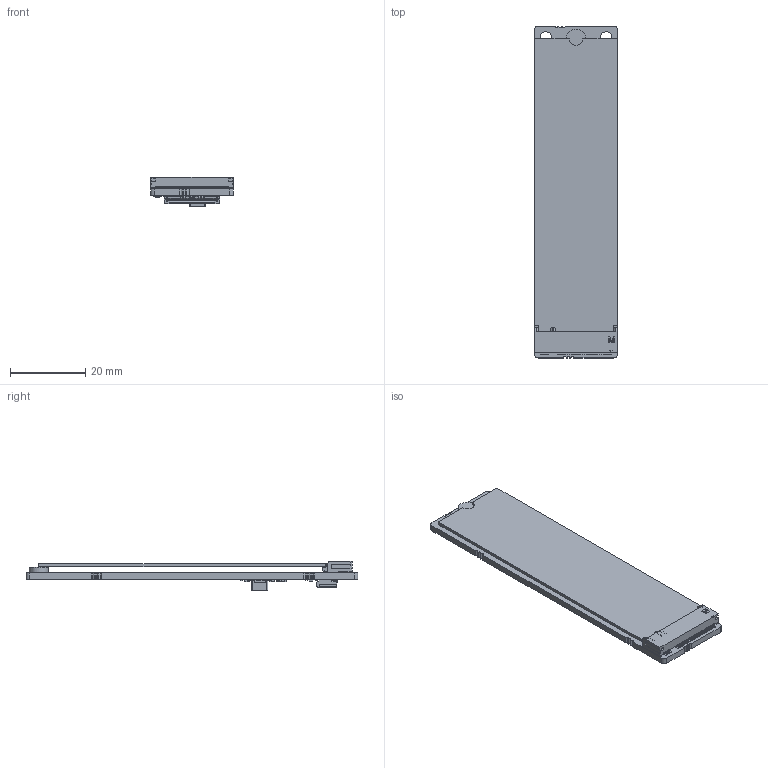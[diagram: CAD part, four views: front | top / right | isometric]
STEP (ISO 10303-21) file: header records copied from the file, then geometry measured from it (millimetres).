
FILE_DESCRIPTION(('Open CASCADE Model'),'2;1');
FILE_NAME('Open CASCADE Shape Model','2019-05-04T11:02:24',('Author'),( 'Open CASCADE'),'Open CASCADE STEP processor 6.8','Open CASCADE 6.8' ,'Unknown');
FILE_SCHEMA(('AUTOMOTIVE_DESIGN { 1 0 10303 214 1 1 1 1 }'));
Length unit declared in the file: millimetre
Products named in the file (47): PCB; Board; Open CASCADE STEP translator 6.8 4.1.1; Open CASCADE STEP translator 6.8 4.1.1.1; R29; ChipRes(0402); R28; R27; R26; R25; C24; ChipCap(0402); C21; C20; U3; 10220949552; Extruded; L3; XAL4030; C19; ChipCap(0805); C4; C2; C1; C26; C27; C28; C3; U1; 10220950592; R1; J1; 5022442430; Open CASCADE STEP translator 6.8 4.22.1.1; Open CASCADE STEP translator 6.8 4.22.1.2; J2; M2_80mm_Card; c-1-2199119-5-a1-3d; C5; C6 ...
Assembly tree (62 placements, depth 4):
  PCB
    Board
      Open CASCADE STEP translator 6.8 4.1.1
        Open CASCADE STEP translator 6.8 4.1.1.1
    R29
      ChipRes(0402)
    R28
      ChipRes(0402)
    R27
      ChipRes(0402)
    R26
      ChipRes(0402)
    R25
      ChipRes(0402)
    C24
      ChipCap(0402)
    C21
      ChipCap(0402)
    C20
      ChipCap(0402)
    U3
      10220949552
        Extruded
    L3
      XAL4030
    C19
      ChipCap(0805)
    C4
      ChipCap(0402)
    C2
      ChipCap(0805)
    C1
      ChipCap(0805)
    C26
      ChipCap(0805)
    C27
      ChipCap(0805)
    C28
      ChipCap(0805)
    C3
      ChipCap(0402)
    U1
      10220950592
        Extruded
    R1
      ChipRes(0402)
    J1
      5022442430
        Open CASCADE STEP translator 6.8 4.22.1.1
        Open CASCADE STEP translator 6.8 4.22.1.2
    J2
      M2_80mm_Card
        Board
      c-1-2199119-5-a1-3d
    C5
      ChipCap(0402)
    C6
      ChipCap(0805)
    R2
      ChipRes(0805)
Bounding box: 22 x 88 x 7.9 mm (x, y, z)
Volume: 5110.1 mm3; surface area: 9366.7 mm2
Topology: 28 solids, 28 shells, 3831 faces, 11387 edges, 7664 vertices
Faces by surface type: plane 3081, cylinder 724, bspline 20, cone 4, torus 2
Full cylindrical faces by diameter (mm): 1.1 x1, 1.6 x1, 3 x4, 3.7 x1, 5.1 x1
Entity records: 117100 total; most frequent: CARTESIAN_POINT 21550, ORIENTED_EDGE 20398, DIRECTION 18605, EDGE_CURVE 10199, LINE 8783, VECTOR 8783, VERTEX_POINT 6736, AXIS2_PLACEMENT_3D 4911
